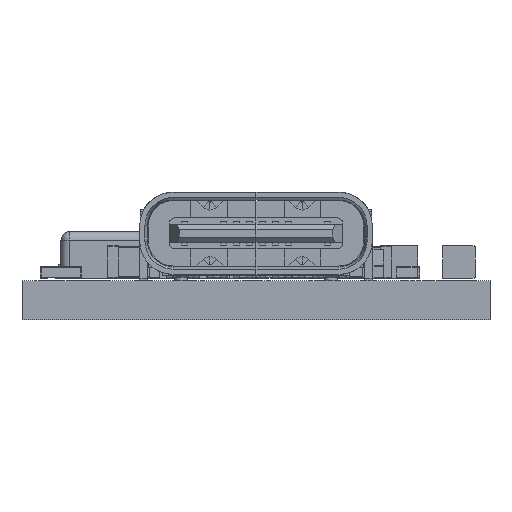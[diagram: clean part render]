
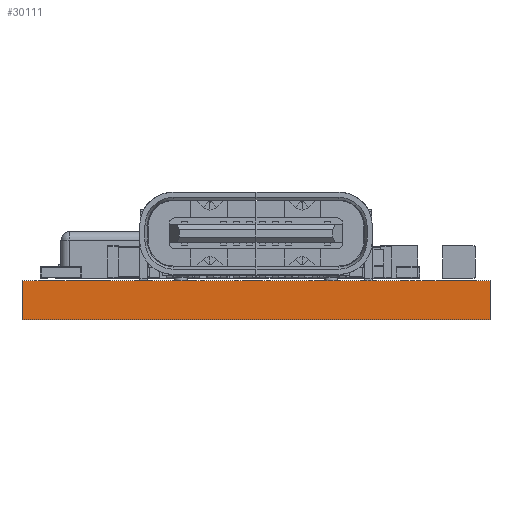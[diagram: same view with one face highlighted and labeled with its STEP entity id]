
A CAD part, left-side view. The second image highlights one B-rep face of the part: STEP entity #30111.
In plain terms, the highlighted planar face has unit normal (-1, 0, 0).
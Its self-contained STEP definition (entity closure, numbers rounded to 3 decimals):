
#30055 = VERTEX_POINT('',#30056);
#30056 = CARTESIAN_POINT('',(140.,-88.,1.51));
#30062 = EDGE_CURVE('',#30063,#30055,#30065,.T.);
#30063 = VERTEX_POINT('',#30064);
#30064 = CARTESIAN_POINT('',(140.,-88.,0.));
#30065 = LINE('',#30066,#30067);
#30066 = CARTESIAN_POINT('',(140.,-88.,0.));
#30067 = VECTOR('',#30068,1.);
#30068 = DIRECTION('',(0.,0.,1.));
#30111 = ADVANCED_FACE('',(#30112),#30137,.T.);
#30112 = FACE_BOUND('',#30113,.T.);
#30113 = EDGE_LOOP('',(#30114,#30115,#30123,#30131));
#30114 = ORIENTED_EDGE('',*,*,#30062,.T.);
#30115 = ORIENTED_EDGE('',*,*,#30116,.T.);
#30116 = EDGE_CURVE('',#30055,#30117,#30119,.T.);
#30117 = VERTEX_POINT('',#30118);
#30118 = CARTESIAN_POINT('',(140.,-70.,1.51));
#30119 = LINE('',#30120,#30121);
#30120 = CARTESIAN_POINT('',(140.,-88.,1.51));
#30121 = VECTOR('',#30122,1.);
#30122 = DIRECTION('',(0.,1.,0.));
#30123 = ORIENTED_EDGE('',*,*,#30124,.F.);
#30124 = EDGE_CURVE('',#30125,#30117,#30127,.T.);
#30125 = VERTEX_POINT('',#30126);
#30126 = CARTESIAN_POINT('',(140.,-70.,0.));
#30127 = LINE('',#30128,#30129);
#30128 = CARTESIAN_POINT('',(140.,-70.,0.));
#30129 = VECTOR('',#30130,1.);
#30130 = DIRECTION('',(0.,0.,1.));
#30131 = ORIENTED_EDGE('',*,*,#30132,.F.);
#30132 = EDGE_CURVE('',#30063,#30125,#30133,.T.);
#30133 = LINE('',#30134,#30135);
#30134 = CARTESIAN_POINT('',(140.,-88.,0.));
#30135 = VECTOR('',#30136,1.);
#30136 = DIRECTION('',(0.,1.,0.));
#30137 = PLANE('',#30138);
#30138 = AXIS2_PLACEMENT_3D('',#30139,#30140,#30141);
#30139 = CARTESIAN_POINT('',(140.,-88.,0.));
#30140 = DIRECTION('',(-1.,0.,0.));
#30141 = DIRECTION('',(0.,1.,0.));
